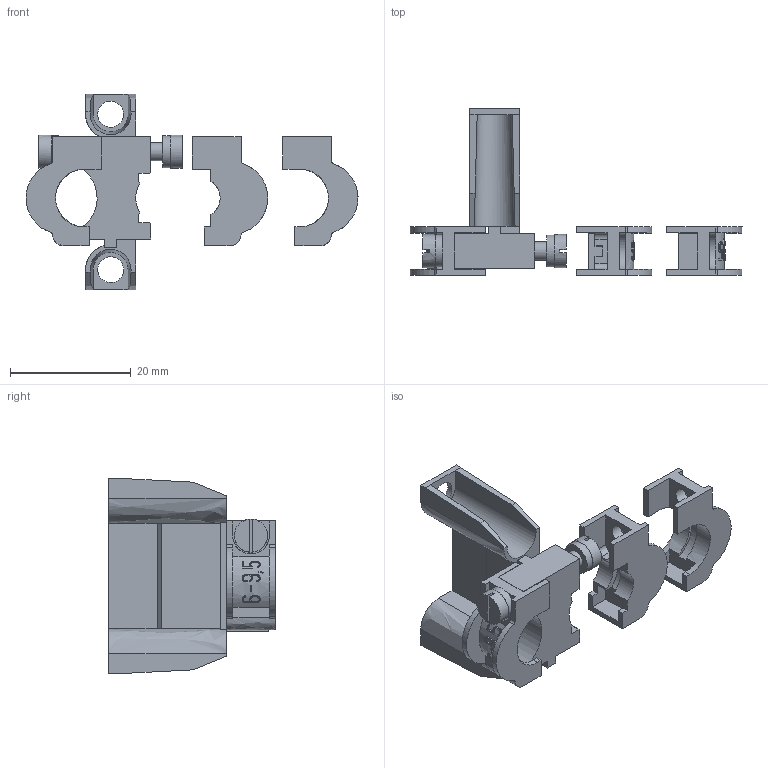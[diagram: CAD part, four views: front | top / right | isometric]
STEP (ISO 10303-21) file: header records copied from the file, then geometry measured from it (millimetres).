
FILE_DESCRIPTION(( 'HARTING HARTING HARTING HARTING HARTING HARTING HARTING HARTING HARTING', 'This Document is valid for Parts No. 09 14 0009924'),'2;1');
FILE_NAME('MD_09140009924_RA.stp', '2009-12-01T08:17:56',('ITIS-4b'),('HARTING KGaA, D-32339 Espelkamp'), 'I-DEAS Master Series 10','HP-UNIX','Yes');
FILE_SCHEMA(('AUTOMOTIVE_DESIGN { 1 0 10303 214 1 1 1 1 }'));
Length unit declared in the file: millimetre
Products named in the file (1): MD 09 14 000 9924
Bounding box: 55.09 x 27.6 x 32.5 mm (x, y, z)
Volume: 4251.9 mm3; surface area: 5790.6 mm2
Topology: 3 solids, 4 shells, 476 faces, 1291 edges, 863 vertices
Faces by surface type: bspline 476
Entity records: 15393 total; most frequent: CARTESIAN_POINT 7274, ORIENTED_EDGE 2574, EDGE_CURVE 1287, VERTEX_POINT 855, B_SPLINE_CURVE_WITH_KNOTS 666, EDGE_LOOP 524, FACE_OUTER_BOUND 476, ADVANCED_FACE 476
